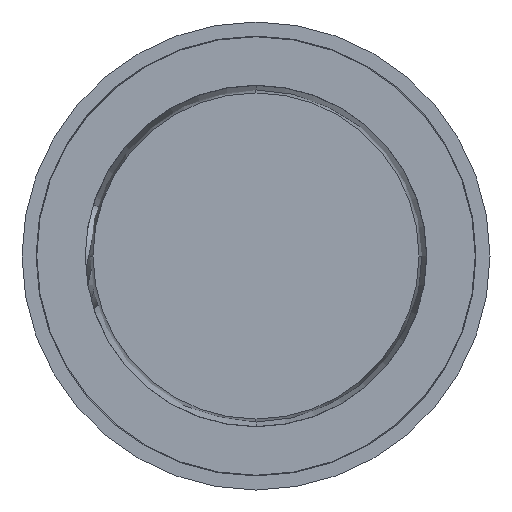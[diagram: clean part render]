
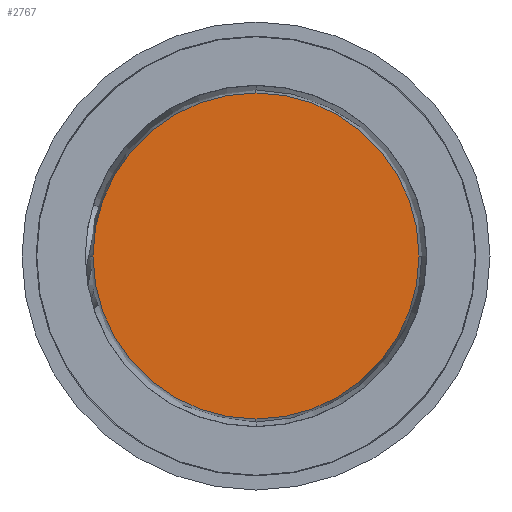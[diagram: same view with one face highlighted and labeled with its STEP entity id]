
A CAD part, left-side view. The second image highlights one B-rep face of the part: STEP entity #2767.
In plain terms, the highlighted planar face has unit normal (-1, 0, 0).
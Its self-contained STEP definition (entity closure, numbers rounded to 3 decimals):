
#11 = DIRECTION ( 'NONE',  ( 0., 0., 1. ) ) ;
#31 = AXIS2_PLACEMENT_3D ( 'NONE', #916, #1567, #2236 ) ;
#56 = CARTESIAN_POINT ( 'NONE',  ( -19.05, 0., -2.946 ) ) ;
#138 = EDGE_CURVE ( 'NONE', #2382, #1662, #1582, .T. ) ;
#404 = AXIS2_PLACEMENT_3D ( 'NONE', #1372, #2468, #11 ) ;
#445 = CARTESIAN_POINT ( 'NONE',  ( -19.05, 0., 0. ) ) ;
#612 = ORIENTED_EDGE ( 'NONE', *, *, #2162, .F. ) ;
#819 = FACE_OUTER_BOUND ( 'NONE', #2825, .T. ) ;
#916 = CARTESIAN_POINT ( 'NONE',  ( -19.05, 0., 0. ) ) ;
#1133 = DIRECTION ( 'NONE',  ( 1., 0., 0. ) ) ;
#1158 = CIRCLE ( 'NONE', #404, 2.946 ) ;
#1372 = CARTESIAN_POINT ( 'NONE',  ( -19.05, 0., 0. ) ) ;
#1514 = AXIS2_PLACEMENT_3D ( 'NONE', #445, #1133, #1783 ) ;
#1529 = ORIENTED_EDGE ( 'NONE', *, *, #138, .F. ) ;
#1567 = DIRECTION ( 'NONE',  ( 1., 0., 0. ) ) ;
#1582 = CIRCLE ( 'NONE', #1514, 2.946 ) ;
#1662 = VERTEX_POINT ( 'NONE', #1810 ) ;
#1783 = DIRECTION ( 'NONE',  ( 0., 0., 1. ) ) ;
#1810 = CARTESIAN_POINT ( 'NONE',  ( -19.05, 0., 2.946 ) ) ;
#2162 = EDGE_CURVE ( 'NONE', #1662, #2382, #1158, .T. ) ;
#2236 = DIRECTION ( 'NONE',  ( 0., -1., 0. ) ) ;
#2241 = PLANE ( 'NONE',  #31 ) ;
#2382 = VERTEX_POINT ( 'NONE', #56 ) ;
#2468 = DIRECTION ( 'NONE',  ( 1., 0., 0. ) ) ;
#2767 = ADVANCED_FACE ( 'NONE', ( #819 ), #2241, .F. ) ;
#2825 = EDGE_LOOP ( 'NONE', ( #1529, #612 ) ) ;
